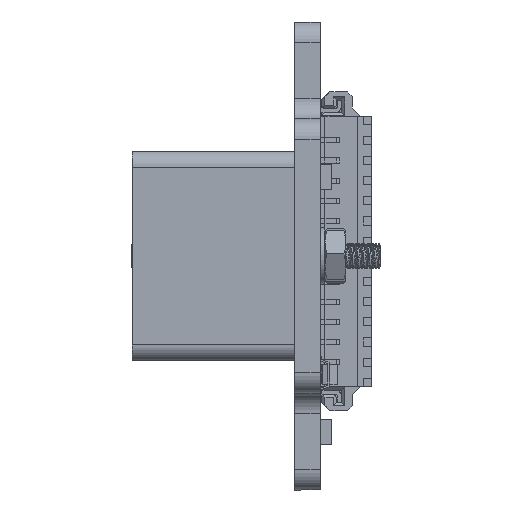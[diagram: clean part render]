
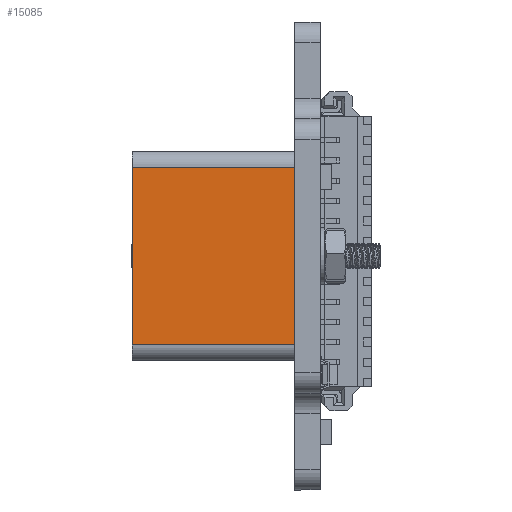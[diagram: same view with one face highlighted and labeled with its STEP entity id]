
A CAD part, left-side view. The second image highlights one B-rep face of the part: STEP entity #15085.
In plain terms, the highlighted face is planar.
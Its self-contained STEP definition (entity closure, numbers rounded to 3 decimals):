
#750=PLANE('',#16301);
#1327=FACE_OUTER_BOUND('',#2154,.T.);
#2154=EDGE_LOOP('',(#10386,#10387,#10388,#10389));
#3038=LINE('',#21293,#4718);
#3043=LINE('',#21305,#4723);
#3050=LINE('',#21330,#4730);
#3051=LINE('',#21332,#4731);
#4718=VECTOR('',#17400,10.);
#4723=VECTOR('',#17411,10.);
#4730=VECTOR('',#17436,10.);
#4731=VECTOR('',#17439,10.);
#6633=VERTEX_POINT('',#21290);
#6634=VERTEX_POINT('',#21292);
#6638=VERTEX_POINT('',#21304);
#6646=VERTEX_POINT('',#21326);
#8111=EDGE_CURVE('',#6633,#6634,#3038,.T.);
#8117=EDGE_CURVE('',#6638,#6634,#3043,.T.);
#8130=EDGE_CURVE('',#6638,#6646,#3050,.T.);
#8131=EDGE_CURVE('',#6646,#6633,#3051,.T.);
#10386=ORIENTED_EDGE('',*,*,#8111,.F.);
#10387=ORIENTED_EDGE('',*,*,#8131,.F.);
#10388=ORIENTED_EDGE('',*,*,#8130,.F.);
#10389=ORIENTED_EDGE('',*,*,#8117,.T.);
#15085=ADVANCED_FACE('',(#1327),#750,.T.);
#16301=AXIS2_PLACEMENT_3D('',#21331,#17437,#17438);
#17400=DIRECTION('',(0.,-1.,0.));
#17411=DIRECTION('',(-1.,0.,0.));
#17436=DIRECTION('',(0.,1.,0.));
#17437=DIRECTION('center_axis',(0.,0.,-1.));
#17438=DIRECTION('ref_axis',(-1.,0.,0.));
#17439=DIRECTION('',(-1.,0.,0.));
#21290=CARTESIAN_POINT('',(-12.,10.06,-5.));
#21292=CARTESIAN_POINT('',(-12.,0.,-5.));
#21293=CARTESIAN_POINT('',(-12.,0.,-5.));
#21304=CARTESIAN_POINT('',(-1.,0.,-5.));
#21305=CARTESIAN_POINT('',(0.,0.,-5.));
#21326=CARTESIAN_POINT('',(-1.,10.06,-5.));
#21330=CARTESIAN_POINT('',(-1.,0.,-5.));
#21331=CARTESIAN_POINT('Origin',(0.,0.,-5.));
#21332=CARTESIAN_POINT('',(0.,10.06,-5.));
